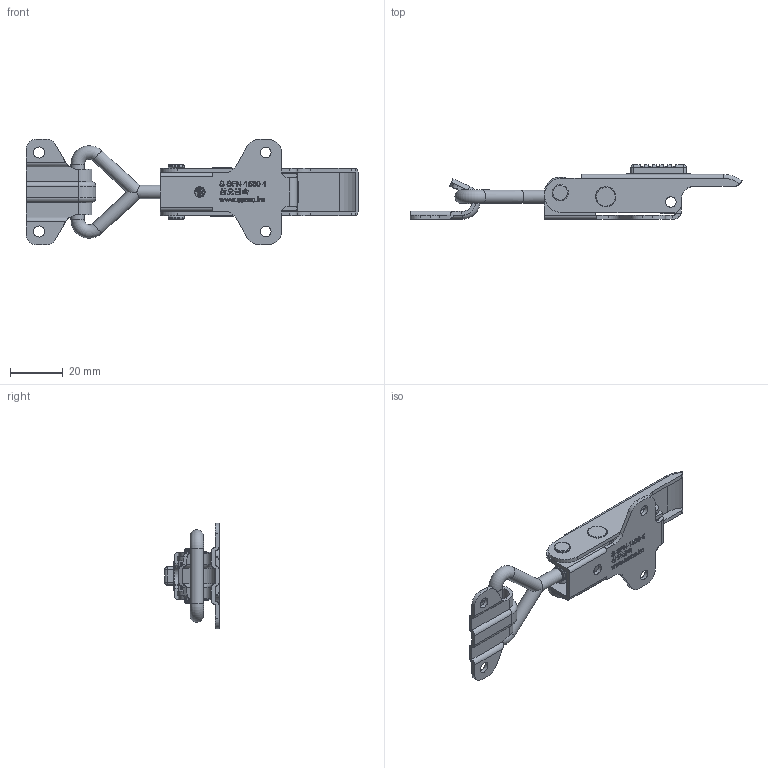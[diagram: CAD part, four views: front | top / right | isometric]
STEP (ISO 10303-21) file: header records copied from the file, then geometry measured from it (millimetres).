
FILE_DESCRIPTION(/* description */ (''),/* implementation_level */ '2;1');
FILE_NAME(/* name */ 'S-SFN-1530-1 v2.step',/* time_stamp */ '2024-06-24T16:18:34+09:00',/* author */ (''),/* organization */ (''),/* preprocessor_version */ 'ST-DEVELOPER v20',/* originating_system */ 'Autodesk Translation Framework v13.14.0.145',/* authorisation */ '');
FILE_SCHEMA (('AUTOMOTIVE_DESIGN { 1 0 10303 214 3 1 1 }'));
Length unit declared in the file: millimetre
Products named in the file (10): S-SFN-1530-1; 본체; 걸고리; 링크핀1; 링크핀2; 버튼; 스냅링; 조인트 핀; 본체 (1); 아대 (1)
Assembly tree (9 placements, depth 2):
  S-SFN-1530-1
    본체
    걸고리
    링크핀1
    링크핀2
    버튼
    스냅링
    조인트 핀
    본체 (1)
    아대 (1)
Bounding box: 126 x 20.65 x 40 mm (x, y, z)
Volume: 12171.5 mm3; surface area: 16299 mm2
Topology: 9 solids, 9 shells, 1015 faces, 2959 edges, 2001 vertices
Faces by surface type: plane 410, bspline 406, cylinder 179, torus 12, sphere 6, cone 2
Full cylindrical faces by diameter (mm): 3.2 x2, 3.4 x1, 4 x7, 4.2 x4, 4.7 x1, 5 x1, 5.035 x5, 5.1 x4, 5.884 x34, 6 x1, 6.147 x6, 6.2 x2, 7.5 x1, 7.7 x1, 9 x2, 9.1 x1
Entity records: 69273 total; most frequent: CARTESIAN_POINT 45016, ORIENTED_EDGE 5908, DIRECTION 3449, EDGE_CURVE 2954, VERTEX_POINT 2001, LINE 1545, VECTOR 1545, EDGE_LOOP 1093
